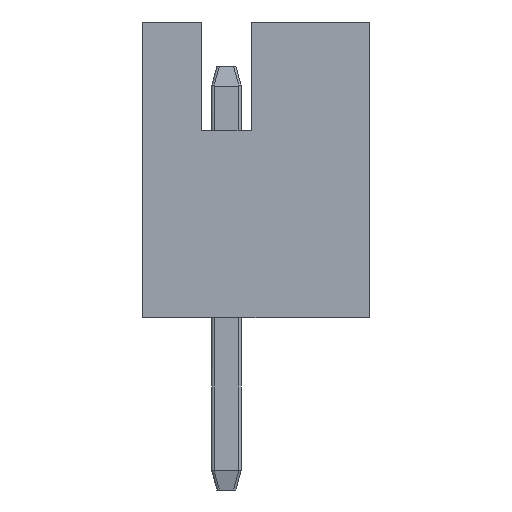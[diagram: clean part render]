
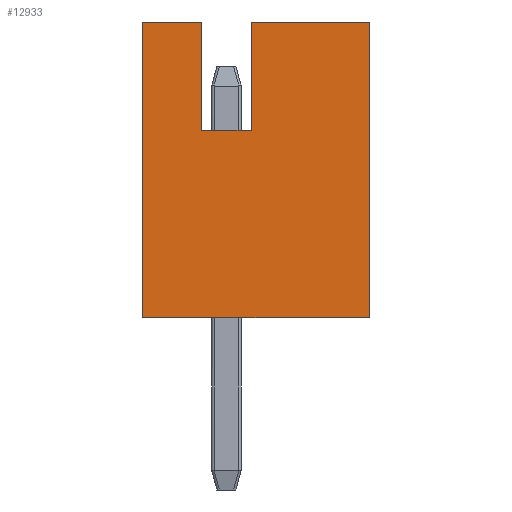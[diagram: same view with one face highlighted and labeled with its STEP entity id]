
A CAD part, left-side view. The second image highlights one B-rep face of the part: STEP entity #12933.
In plain terms, the highlighted planar face has unit normal (-1, 0, 0).
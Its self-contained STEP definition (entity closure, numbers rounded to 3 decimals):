
#1400 = ORIENTED_EDGE ( 'NONE', *, *, #1871, .F. ) ;
#1871 = EDGE_CURVE ( 'NONE', #3172, #13813, #14299, .T. ) ;
#2233 = EDGE_CURVE ( 'NONE', #13583, #6712, #17277, .T. ) ;
#2475 = CARTESIAN_POINT ( 'NONE',  ( -12., -2.9, 6. ) ) ;
#2505 = LINE ( 'NONE', #2644, #19146 ) ;
#2644 = CARTESIAN_POINT ( 'NONE',  ( -12., -2.9, 3.8 ) ) ;
#3070 = EDGE_CURVE ( 'NONE', #17796, #4232, #19499, .T. ) ;
#3172 = VERTEX_POINT ( 'NONE', #4593 ) ;
#3239 = DIRECTION ( 'NONE',  ( 0., 1., 0. ) ) ;
#3415 = AXIS2_PLACEMENT_3D ( 'NONE', #2475, #18906, #19160 ) ;
#4232 = VERTEX_POINT ( 'NONE', #5173 ) ;
#4593 = CARTESIAN_POINT ( 'NONE',  ( -12., -2.9, 6. ) ) ;
#4890 = EDGE_CURVE ( 'NONE', #4232, #21874, #13398, .T. ) ;
#5173 = CARTESIAN_POINT ( 'NONE',  ( -12., 1.7, 6. ) ) ;
#5719 = VERTEX_POINT ( 'NONE', #7295 ) ;
#6712 = VERTEX_POINT ( 'NONE', #22053 ) ;
#6870 = CARTESIAN_POINT ( 'NONE',  ( -12., 0.5, 6. ) ) ;
#7009 = DIRECTION ( 'NONE',  ( 0., 0., 1. ) ) ;
#7295 = CARTESIAN_POINT ( 'NONE',  ( -12., 0.5, 3.8 ) ) ;
#7495 = ORIENTED_EDGE ( 'NONE', *, *, #12040, .T. ) ;
#7813 = CARTESIAN_POINT ( 'NONE',  ( -12., -2.9, 6. ) ) ;
#8096 = VECTOR ( 'NONE', #12514, 1000. ) ;
#8743 = CARTESIAN_POINT ( 'NONE',  ( -12., -0.5, 6. ) ) ;
#8818 = FACE_OUTER_BOUND ( 'NONE', #25569, .T. ) ;
#10044 = VECTOR ( 'NONE', #25405, 1000. ) ;
#10385 = EDGE_CURVE ( 'NONE', #3172, #13583, #15806, .T. ) ;
#10749 = CARTESIAN_POINT ( 'NONE',  ( -12., -0.5, 6. ) ) ;
#10809 = DIRECTION ( 'NONE',  ( 0., 0., -1. ) ) ;
#11285 = VECTOR ( 'NONE', #7009, 1000. ) ;
#11366 = ORIENTED_EDGE ( 'NONE', *, *, #2233, .T. ) ;
#11694 = VECTOR ( 'NONE', #3239, 1000. ) ;
#11701 = ORIENTED_EDGE ( 'NONE', *, *, #3070, .T. ) ;
#12040 = EDGE_CURVE ( 'NONE', #5719, #17796, #17352, .T. ) ;
#12486 = CARTESIAN_POINT ( 'NONE',  ( -12., -2.9, 0. ) ) ;
#12514 = DIRECTION ( 'NONE',  ( 0., 0., -1. ) ) ;
#12933 = ADVANCED_FACE ( 'NONE', ( #8818 ), #17355, .T. ) ;
#13398 = LINE ( 'NONE', #19481, #16792 ) ;
#13543 = DIRECTION ( 'NONE',  ( 0., 0., -1. ) ) ;
#13583 = VERTEX_POINT ( 'NONE', #10749 ) ;
#13813 = VERTEX_POINT ( 'NONE', #12486 ) ;
#13890 = ORIENTED_EDGE ( 'NONE', *, *, #17920, .F. ) ;
#14176 = ORIENTED_EDGE ( 'NONE', *, *, #10385, .T. ) ;
#14299 = LINE ( 'NONE', #7813, #8096 ) ;
#14977 = ORIENTED_EDGE ( 'NONE', *, *, #4890, .T. ) ;
#15624 = CARTESIAN_POINT ( 'NONE',  ( -12., 0.5, 6. ) ) ;
#15806 = LINE ( 'NONE', #22131, #11694 ) ;
#16033 = VECTOR ( 'NONE', #10809, 1000. ) ;
#16309 = LINE ( 'NONE', #20583, #20243 ) ;
#16792 = VECTOR ( 'NONE', #13543, 1000. ) ;
#16862 = CARTESIAN_POINT ( 'NONE',  ( -12., 1.7, 0. ) ) ;
#17277 = LINE ( 'NONE', #8743, #16033 ) ;
#17352 = LINE ( 'NONE', #6870, #11285 ) ;
#17355 = PLANE ( 'NONE',  #3415 ) ;
#17796 = VERTEX_POINT ( 'NONE', #15624 ) ;
#17920 = EDGE_CURVE ( 'NONE', #13813, #21874, #16309, .T. ) ;
#18906 = DIRECTION ( 'NONE',  ( -1., 0., 0. ) ) ;
#19146 = VECTOR ( 'NONE', #21138, 1000. ) ;
#19160 = DIRECTION ( 'NONE',  ( 0., 0., 1. ) ) ;
#19481 = CARTESIAN_POINT ( 'NONE',  ( -12., 1.7, 6. ) ) ;
#19499 = LINE ( 'NONE', #21027, #10044 ) ;
#20243 = VECTOR ( 'NONE', #22650, 1000. ) ;
#20583 = CARTESIAN_POINT ( 'NONE',  ( -12., -2.9, 0. ) ) ;
#21027 = CARTESIAN_POINT ( 'NONE',  ( -12., -2.9, 6. ) ) ;
#21138 = DIRECTION ( 'NONE',  ( 0., 1., 0. ) ) ;
#21874 = VERTEX_POINT ( 'NONE', #16862 ) ;
#22053 = CARTESIAN_POINT ( 'NONE',  ( -12., -0.5, 3.8 ) ) ;
#22131 = CARTESIAN_POINT ( 'NONE',  ( -12., -2.9, 6. ) ) ;
#22650 = DIRECTION ( 'NONE',  ( 0., 1., 0. ) ) ;
#25405 = DIRECTION ( 'NONE',  ( 0., 1., 0. ) ) ;
#25569 = EDGE_LOOP ( 'NONE', ( #26534, #7495, #11701, #14977, #13890, #1400, #14176, #11366 ) ) ;
#26534 = ORIENTED_EDGE ( 'NONE', *, *, #26814, .T. ) ;
#26814 = EDGE_CURVE ( 'NONE', #6712, #5719, #2505, .T. ) ;
